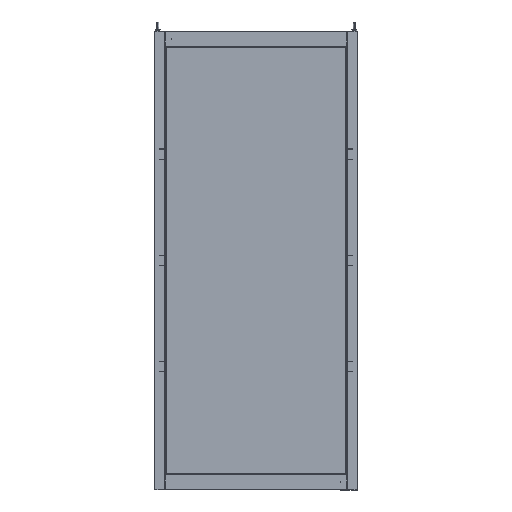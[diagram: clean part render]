
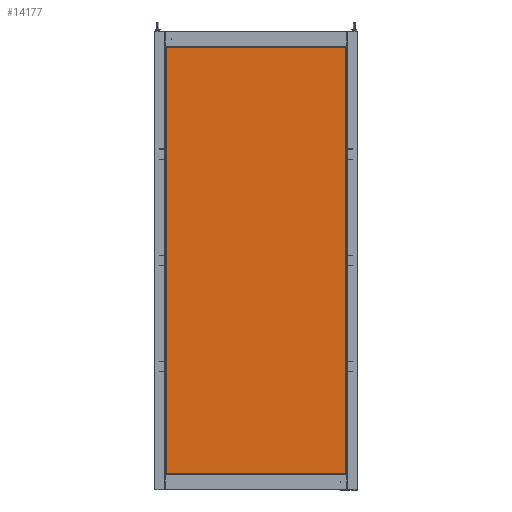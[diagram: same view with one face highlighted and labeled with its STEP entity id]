
A CAD part, top view. The second image highlights one B-rep face of the part: STEP entity #14177.
In plain terms, the highlighted planar face has unit normal (0, 0, 1).
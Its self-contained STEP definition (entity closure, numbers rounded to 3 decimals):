
#120 = ORIENTED_EDGE ( 'NONE', *, *, #24244, .F. ) ;
#1613 = ORIENTED_EDGE ( 'NONE', *, *, #20030, .F. ) ;
#2232 = VERTEX_POINT ( 'NONE', #54255 ) ;
#4122 = LINE ( 'NONE', #30928, #20155 ) ;
#4947 = DIRECTION ( 'NONE',  ( -1., 0., 0. ) ) ;
#6078 = VERTEX_POINT ( 'NONE', #24516 ) ;
#6085 = EDGE_CURVE ( 'NONE', #2232, #30124, #10674, .T. ) ;
#9309 = DIRECTION ( 'NONE',  ( 0., -1., 0. ) ) ;
#9783 = FACE_OUTER_BOUND ( 'NONE', #42346, .T. ) ;
#10674 = LINE ( 'NONE', #28567, #24290 ) ;
#13849 = LINE ( 'NONE', #30578, #38612 ) ;
#14177 = ADVANCED_FACE ( 'NONE', ( #9783 ), #23919, .F. ) ;
#14686 = CARTESIAN_POINT ( 'NONE',  ( 0., 0., 0. ) ) ;
#15228 = EDGE_CURVE ( 'NONE', #30124, #6078, #13849, .T. ) ;
#18716 = DIRECTION ( 'NONE',  ( 0., 0., -1. ) ) ;
#20030 = EDGE_CURVE ( 'NONE', #28792, #2232, #39843, .T. ) ;
#20155 = VECTOR ( 'NONE', #9309, 1000. ) ;
#20512 = CARTESIAN_POINT ( 'NONE',  ( 2., 1676., 0. ) ) ;
#23919 = PLANE ( 'NONE',  #28527 ) ;
#24244 = EDGE_CURVE ( 'NONE', #6078, #28792, #4122, .T. ) ;
#24290 = VECTOR ( 'NONE', #46144, 1000. ) ;
#24516 = CARTESIAN_POINT ( 'NONE',  ( 708., 1676., 0. ) ) ;
#28527 = AXIS2_PLACEMENT_3D ( 'NONE', #14686, #18716, #49569 ) ;
#28567 = CARTESIAN_POINT ( 'NONE',  ( 2., 1.141, 0. ) ) ;
#28792 = VERTEX_POINT ( 'NONE', #34233 ) ;
#30124 = VERTEX_POINT ( 'NONE', #20512 ) ;
#30578 = CARTESIAN_POINT ( 'NONE',  ( 1.141, 1676., 0. ) ) ;
#30928 = CARTESIAN_POINT ( 'NONE',  ( 708., 1676.859, 0. ) ) ;
#34233 = CARTESIAN_POINT ( 'NONE',  ( 708., 2., 0. ) ) ;
#38612 = VECTOR ( 'NONE', #56820, 1000. ) ;
#39843 = LINE ( 'NONE', #44463, #42108 ) ;
#40704 = ORIENTED_EDGE ( 'NONE', *, *, #6085, .F. ) ;
#42108 = VECTOR ( 'NONE', #4947, 1000. ) ;
#42346 = EDGE_LOOP ( 'NONE', ( #1613, #120, #44385, #40704 ) ) ;
#44385 = ORIENTED_EDGE ( 'NONE', *, *, #15228, .F. ) ;
#44463 = CARTESIAN_POINT ( 'NONE',  ( 708.859, 2., 0. ) ) ;
#46144 = DIRECTION ( 'NONE',  ( 0., 1., 0. ) ) ;
#49569 = DIRECTION ( 'NONE',  ( -1., 0., 0. ) ) ;
#54255 = CARTESIAN_POINT ( 'NONE',  ( 2., 2., 0. ) ) ;
#56820 = DIRECTION ( 'NONE',  ( 1., 0., 0. ) ) ;
